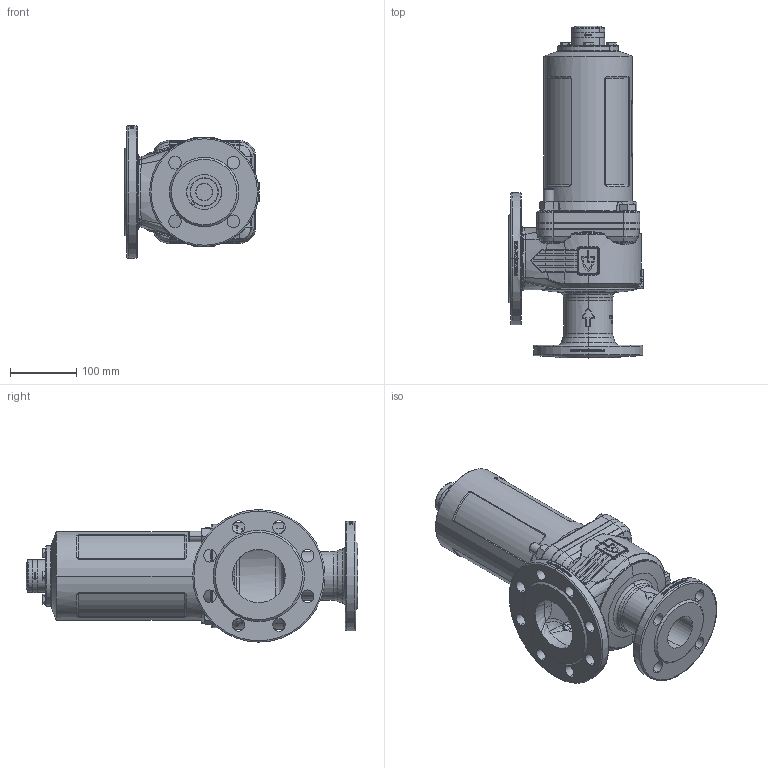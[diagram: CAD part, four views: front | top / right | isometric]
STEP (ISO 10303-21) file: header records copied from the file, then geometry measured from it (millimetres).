
FILE_DESCRIPTION (( 'STEP AP214' ), '1' );
FILE_NAME ('355TGFO_50_FLFL_5080_MD.STEP', '2020-08-20T09:26:38', ( '' ), ( '' ), 'SwSTEP 2.0', 'SolidWorks 2020', '' );
FILE_SCHEMA (( 'AUTOMOTIVE_DESIGN' ));
Length unit declared in the file: millimetre
Products named in the file (1): 355TGFO_50_FLFL_5080_MD
Bounding box: 203.1 x 502 x 200 mm (x, y, z)
Volume: 2710849.7 mm3; surface area: 610733.1 mm2
Topology: 15 solids, 15 shells, 1971 faces, 5375 edges, 3608 vertices
Faces by surface type: bspline 693, plane 492, cylinder 452, cone 215, torus 112, sphere 7
Entity records: 164644 total; most frequent: CARTESIAN_POINT 98183, ORIENTED_EDGE 10668, DIRECTION 7204, EDGE_CURVE 5334, VERTEX_POINT 3608, AXIS2_PLACEMENT_3D 2883, EDGE_LOOP 2254, B_SPLINE_CURVE_WITH_KNOTS 2244
